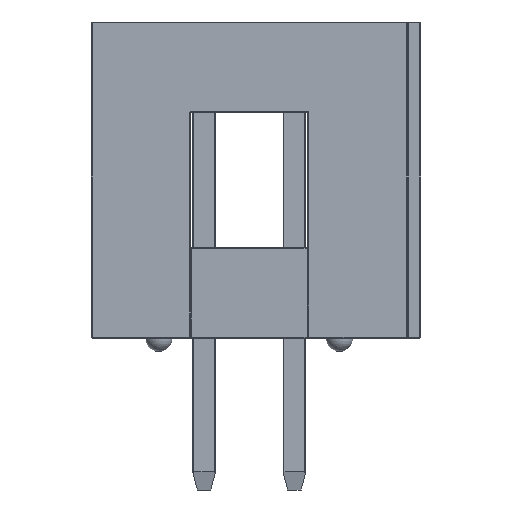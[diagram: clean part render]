
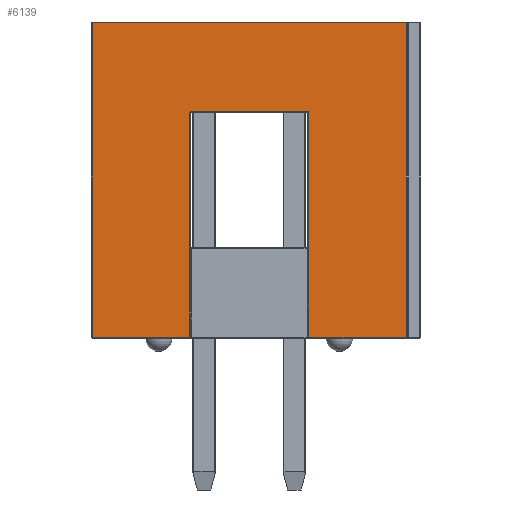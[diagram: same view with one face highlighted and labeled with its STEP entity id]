
A CAD part, left-side view. The second image highlights one B-rep face of the part: STEP entity #6139.
In plain terms, the highlighted planar face has unit normal (-1, 0, 0).
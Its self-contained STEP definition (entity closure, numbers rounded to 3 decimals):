
#459=CIRCLE('',#6645,0.051);
#589=PLANE('',#6799);
#893=FACE_OUTER_BOUND('',#1275,.T.);
#1275=EDGE_LOOP('',(#4940,#4941,#4942,#4943,#4944,#4945,#4946,#4947,#4948));
#1538=LINE('',#9307,#2066);
#1555=LINE('',#9523,#2083);
#1559=LINE('',#9547,#2087);
#1590=LINE('',#9699,#2118);
#1592=LINE('',#9702,#2120);
#1597=LINE('',#9710,#2125);
#1600=LINE('',#9714,#2128);
#1652=LINE('',#9792,#2180);
#2066=VECTOR('',#7395,10.);
#2083=VECTOR('',#7544,10.);
#2087=VECTOR('',#7572,10.);
#2118=VECTOR('',#7753,10.);
#2120=VECTOR('',#7757,10.);
#2125=VECTOR('',#7768,10.);
#2128=VECTOR('',#7773,10.);
#2180=VECTOR('',#7877,10.);
#2657=VERTEX_POINT('',#8974);
#2694=VERTEX_POINT('',#9181);
#2713=VERTEX_POINT('',#9306);
#2758=VERTEX_POINT('',#9516);
#2767=VERTEX_POINT('',#9541);
#2768=VERTEX_POINT('',#9543);
#2793=VERTEX_POINT('',#9615);
#2794=VERTEX_POINT('',#9619);
#2807=VERTEX_POINT('',#9663);
#3325=EDGE_CURVE('',#2657,#2713,#1538,.T.);
#3390=EDGE_CURVE('',#2758,#2694,#1555,.T.);
#3400=EDGE_CURVE('',#2767,#2768,#459,.T.);
#3402=EDGE_CURVE('',#2713,#2767,#1559,.T.);
#3479=EDGE_CURVE('',#2794,#2807,#1590,.T.);
#3481=EDGE_CURVE('',#2807,#2793,#1592,.T.);
#3486=EDGE_CURVE('',#2768,#2794,#1597,.T.);
#3489=EDGE_CURVE('',#2793,#2758,#1600,.T.);
#3541=EDGE_CURVE('',#2694,#2657,#1652,.T.);
#4940=ORIENTED_EDGE('',*,*,#3479,.F.);
#4941=ORIENTED_EDGE('',*,*,#3486,.F.);
#4942=ORIENTED_EDGE('',*,*,#3400,.F.);
#4943=ORIENTED_EDGE('',*,*,#3402,.F.);
#4944=ORIENTED_EDGE('',*,*,#3325,.F.);
#4945=ORIENTED_EDGE('',*,*,#3541,.F.);
#4946=ORIENTED_EDGE('',*,*,#3390,.F.);
#4947=ORIENTED_EDGE('',*,*,#3489,.F.);
#4948=ORIENTED_EDGE('',*,*,#3481,.F.);
#6139=ADVANCED_FACE('',(#893),#589,.T.);
#6645=AXIS2_PLACEMENT_3D('',#9544,#7566,#7567);
#6799=AXIS2_PLACEMENT_3D('',#9927,#8031,#8032);
#7395=DIRECTION('',(0.,0.,1.));
#7544=DIRECTION('',(0.,0.,-1.));
#7566=DIRECTION('center_axis',(-1.,0.,0.));
#7567=DIRECTION('ref_axis',(0.,0.707,0.707));
#7572=DIRECTION('',(0.,1.,0.));
#7753=DIRECTION('',(0.,1.,0.));
#7757=DIRECTION('',(0.,0.,1.));
#7768=DIRECTION('',(0.,0.,-1.));
#7773=DIRECTION('',(0.,-1.,0.));
#7877=DIRECTION('',(0.,1.,0.));
#8031=DIRECTION('center_axis',(-1.,0.,0.));
#8032=DIRECTION('ref_axis',(0.,-1.,0.));
#8974=CARTESIAN_POINT('',(-5.715,-1.676,0.025));
#9181=CARTESIAN_POINT('',(-5.715,-4.42,0.025));
#9306=CARTESIAN_POINT('',(-5.715,-1.676,6.375));
#9307=CARTESIAN_POINT('',(-5.715,-1.676,3.175));
#9516=CARTESIAN_POINT('',(-5.715,-4.42,8.865));
#9523=CARTESIAN_POINT('',(-5.715,-4.42,0.));
#9541=CARTESIAN_POINT('',(-5.715,1.626,6.375));
#9543=CARTESIAN_POINT('',(-5.715,1.676,6.325));
#9544=CARTESIAN_POINT('Origin',(-5.715,1.626,6.325));
#9547=CARTESIAN_POINT('',(-5.715,3.048,6.375));
#9615=CARTESIAN_POINT('',(-5.715,4.42,8.865));
#9619=CARTESIAN_POINT('',(-5.715,1.676,0.025));
#9663=CARTESIAN_POINT('',(-5.715,4.42,0.025));
#9699=CARTESIAN_POINT('',(-5.715,2.223,0.025));
#9702=CARTESIAN_POINT('',(-5.715,4.42,0.));
#9710=CARTESIAN_POINT('',(-5.715,1.676,0.));
#9714=CARTESIAN_POINT('',(-5.715,2.223,8.865));
#9792=CARTESIAN_POINT('',(-5.715,2.223,0.025));
#9927=CARTESIAN_POINT('Origin',(-5.715,4.445,0.));
